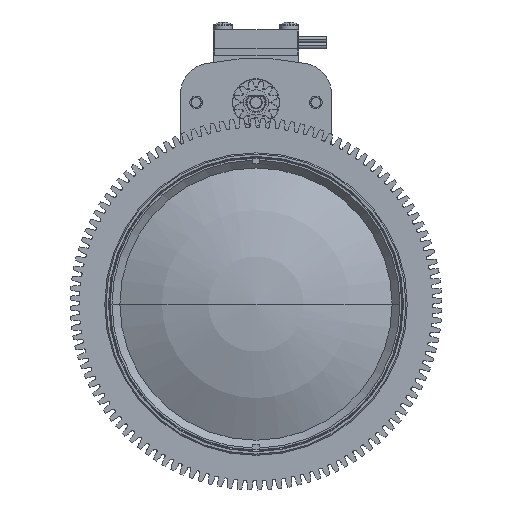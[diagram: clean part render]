
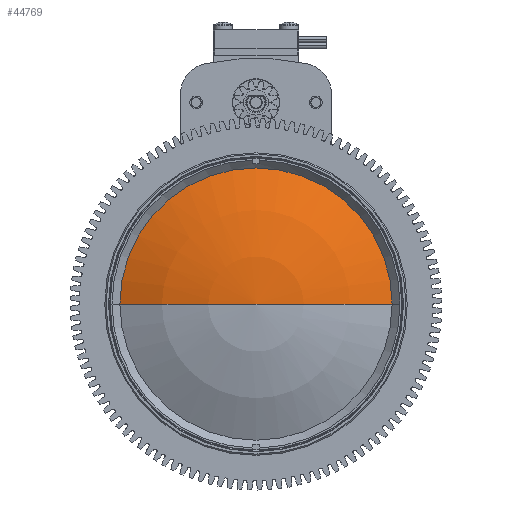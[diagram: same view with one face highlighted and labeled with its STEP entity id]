
A CAD part, left-side view. The second image highlights one B-rep face of the part: STEP entity #44769.
In plain terms, the highlighted spherical face has radius 48 mm.
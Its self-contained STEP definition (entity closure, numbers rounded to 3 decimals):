
#44769 = ADVANCED_FACE('',(#44770),#44799,.T.);
#44770 = FACE_BOUND('',#44771,.T.);
#44771 = EDGE_LOOP('',(#44772,#44783,#44792));
#44772 = ORIENTED_EDGE('',*,*,#44773,.T.);
#44773 = EDGE_CURVE('',#44774,#44776,#44778,.T.);
#44774 = VERTEX_POINT('',#44775);
#44775 = CARTESIAN_POINT('',(5.298,21.92,0.));
#44776 = VERTEX_POINT('',#44777);
#44777 = CARTESIAN_POINT('',(0.,0.,0.));
#44778 = CIRCLE('',#44779,48.);
#44779 = AXIS2_PLACEMENT_3D('',#44780,#44781,#44782);
#44780 = CARTESIAN_POINT('',(48.,0.,0.));
#44781 = DIRECTION('',(0.,0.,1.));
#44782 = DIRECTION('',(-0.89,0.457,0.));
#44783 = ORIENTED_EDGE('',*,*,#44784,.F.);
#44784 = EDGE_CURVE('',#44785,#44776,#44787,.T.);
#44785 = VERTEX_POINT('',#44786);
#44786 = CARTESIAN_POINT('',(5.298,-21.92,0.));
#44787 = CIRCLE('',#44788,48.);
#44788 = AXIS2_PLACEMENT_3D('',#44789,#44790,#44791);
#44789 = CARTESIAN_POINT('',(48.,0.,0.));
#44790 = DIRECTION('',(0.,0.,-1.));
#44791 = DIRECTION('',(-0.89,-0.457,-0.));
#44792 = ORIENTED_EDGE('',*,*,#44793,.T.);
#44793 = EDGE_CURVE('',#44785,#44774,#44794,.T.);
#44794 = CIRCLE('',#44795,21.92);
#44795 = AXIS2_PLACEMENT_3D('',#44796,#44797,#44798);
#44796 = CARTESIAN_POINT('',(5.298,0.,0.));
#44797 = DIRECTION('',(-1.,0.,0.));
#44798 = DIRECTION('',(0.,-1.,0.));
#44799 = SPHERICAL_SURFACE('',#44800,48.);
#44800 = AXIS2_PLACEMENT_3D('',#44801,#44802,#44803);
#44801 = CARTESIAN_POINT('',(48.,0.,0.));
#44802 = DIRECTION('',(1.,0.,0.));
#44803 = DIRECTION('',(0.,-1.,0.));
